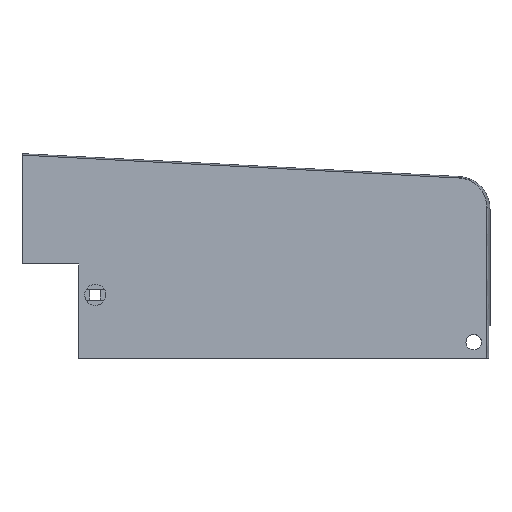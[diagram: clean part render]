
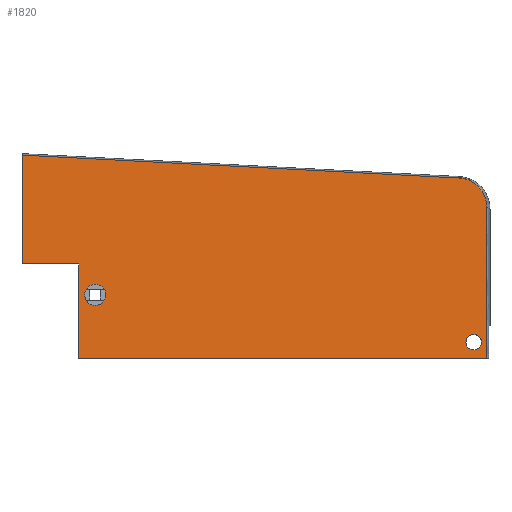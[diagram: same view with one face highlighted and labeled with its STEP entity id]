
A CAD part, front view. The second image highlights one B-rep face of the part: STEP entity #1820.
In plain terms, the highlighted planar face has unit normal (0.002, -0.999, 0.045).
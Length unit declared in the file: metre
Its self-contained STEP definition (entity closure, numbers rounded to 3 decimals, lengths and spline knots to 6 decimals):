
#17=ELLIPSE('',#1916,0.003253,0.00325);
#76=B_SPLINE_CURVE_WITH_KNOTS('',3,(#3020,#3021,#3022,#3023),
 .UNSPECIFIED.,.F.,.F.,(4,4),(0.,1.),.UNSPECIFIED.);
#79=B_SPLINE_CURVE_WITH_KNOTS('',3,(#3082,#3083,#3084,#3085,#3086,#3087,
#3088),.UNSPECIFIED.,.F.,.F.,(4,1,1,1,4),(0.,0.25,0.5,0.75,1.),
 .UNSPECIFIED.);
#82=B_SPLINE_CURVE_WITH_KNOTS('',3,(#3124,#3125,#3126,#3127),
 .UNSPECIFIED.,.F.,.F.,(4,4),(0.,1.),.UNSPECIFIED.);
#95=CIRCLE('',#1904,0.0024);
#535=ORIENTED_EDGE('',*,*,#825,.T.);
#536=ORIENTED_EDGE('',*,*,#853,.T.);
#537=ORIENTED_EDGE('',*,*,#816,.T.);
#538=ORIENTED_EDGE('',*,*,#813,.T.);
#539=ORIENTED_EDGE('',*,*,#848,.T.);
#540=ORIENTED_EDGE('',*,*,#865,.T.);
#541=ORIENTED_EDGE('',*,*,#871,.T.);
#542=ORIENTED_EDGE('',*,*,#867,.T.);
#543=ORIENTED_EDGE('',*,*,#819,.T.);
#813=EDGE_CURVE('',#1018,#1021,#76,.T.);
#816=EDGE_CURVE('',#1022,#1018,#79,.T.);
#819=EDGE_CURVE('',#1026,#1022,#82,.T.);
#825=EDGE_CURVE('',#1029,#1029,#95,.T.);
#848=EDGE_CURVE('',#1021,#1046,#1229,.F.);
#853=EDGE_CURVE('',#1047,#1047,#17,.T.);
#865=EDGE_CURVE('',#1046,#1055,#1242,.F.);
#867=EDGE_CURVE('',#1057,#1026,#1244,.F.);
#871=EDGE_CURVE('',#1055,#1057,#1248,.F.);
#1018=VERTEX_POINT('',#2985);
#1021=VERTEX_POINT('',#3019);
#1022=VERTEX_POINT('',#3061);
#1026=VERTEX_POINT('',#3128);
#1029=VERTEX_POINT('',#3145);
#1046=VERTEX_POINT('',#3190);
#1047=VERTEX_POINT('',#3198);
#1055=VERTEX_POINT('',#3222);
#1057=VERTEX_POINT('',#3228);
#1229=LINE('',#3191,#1425);
#1242=LINE('',#3223,#1438);
#1244=LINE('',#3227,#1440);
#1248=LINE('',#3235,#1444);
#1425=VECTOR('',#2226,1.);
#1438=VECTOR('',#2259,1.);
#1440=VECTOR('',#2263,1.);
#1444=VECTOR('',#2271,1.);
#1545=EDGE_LOOP('',(#535));
#1546=EDGE_LOOP('',(#536));
#1547=EDGE_LOOP('',(#537,#538,#539,#540,#541,#542,#543));
#1651=FACE_BOUND('',#1545,.T.);
#1652=FACE_BOUND('',#1546,.T.);
#1653=FACE_BOUND('',#1547,.T.);
#1727=PLANE('',#1924);
#1820=ADVANCED_FACE('',(#1651,#1652,#1653),#1727,.F.);
#1904=AXIS2_PLACEMENT_3D('',#3144,#2189,#2190);
#1916=AXIS2_PLACEMENT_3D('',#3197,#2236,#2237);
#1924=AXIS2_PLACEMENT_3D('',#3234,#2269,#2270);
#2189=DIRECTION('',(-0.002,0.999,-0.045));
#2190=DIRECTION('',(0.,0.045,0.999));
#2226=DIRECTION('',(0.,0.045,0.999));
#2236=DIRECTION('',(-0.002,0.999,-0.045));
#2237=DIRECTION('',(0.052,0.045,0.998));
#2259=DIRECTION('',(-1.,-0.002,0.));
#2263=DIRECTION('',(-1.,-0.002,0.));
#2269=DIRECTION('',(-0.002,0.999,-0.045));
#2270=DIRECTION('',(-1.,-0.002,0.));
#2271=DIRECTION('',(0.,0.045,0.999));
#2985=CARTESIAN_POINT('',(-0.009501,-0.026521,0.045417));
#3019=CARTESIAN_POINT('',(-0.14385,-0.026521,0.052458));
#3020=CARTESIAN_POINT('',(-0.009501,-0.026521,0.045417));
#3021=CARTESIAN_POINT('',(-0.054284,-0.026521,0.047764));
#3022=CARTESIAN_POINT('',(-0.099067,-0.026521,0.050111));
#3023=CARTESIAN_POINT('',(-0.14385,-0.026521,0.052458));
#3061=CARTESIAN_POINT('',(-0.000972,-0.026906,0.03643));
#3082=CARTESIAN_POINT('',(-0.000972,-0.026906,0.03643));
#3083=CARTESIAN_POINT('',(-0.000972,-0.026854,0.037582));
#3084=CARTESIAN_POINT('',(-0.00141,-0.026753,0.03984));
#3085=CARTESIAN_POINT('',(-0.003283,-0.026625,0.042777));
#3086=CARTESIAN_POINT('',(-0.006119,-0.026541,0.044802));
#3087=CARTESIAN_POINT('',(-0.008349,-0.026521,0.045357));
#3088=CARTESIAN_POINT('',(-0.009501,-0.026521,0.045417));
#3124=CARTESIAN_POINT('',(-0.000972,-0.029002,-0.01));
#3125=CARTESIAN_POINT('',(-0.000972,-0.028304,0.005477));
#3126=CARTESIAN_POINT('',(-0.000972,-0.027605,0.020953));
#3127=CARTESIAN_POINT('',(-0.000972,-0.026906,0.03643));
#3128=CARTESIAN_POINT('',(-0.000972,-0.029002,-0.01));
#3144=CARTESIAN_POINT('',(-0.005,-0.028786,-0.005005));
#3145=CARTESIAN_POINT('',(-0.005,-0.028678,-0.002607));
#3190=CARTESIAN_POINT('',(-0.14385,-0.028031,0.019));
#3191=CARTESIAN_POINT('',(-0.14385,-0.027574,0.029137));
#3197=CARTESIAN_POINT('',(-0.12135,-0.028407,0.0095));
#3198=CARTESIAN_POINT('',(-0.12118,-0.02826,0.012746));
#3222=CARTESIAN_POINT('',(-0.12635,-0.02799,0.019));
#3223=CARTESIAN_POINT('',(-0.111301,-0.027954,0.019));
#3227=CARTESIAN_POINT('',(-0.042112,-0.0291,-0.01));
#3228=CARTESIAN_POINT('',(-0.12635,-0.029299,-0.01));
#3234=CARTESIAN_POINT('',(-0.042117,-0.027333,0.029126));
#3235=CARTESIAN_POINT('',(-0.12635,-0.027676,0.02594));
